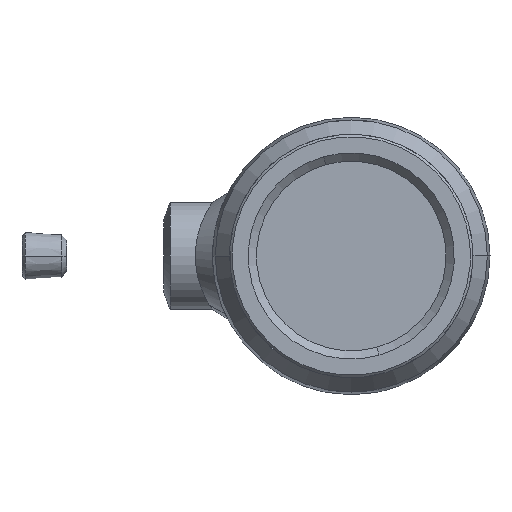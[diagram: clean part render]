
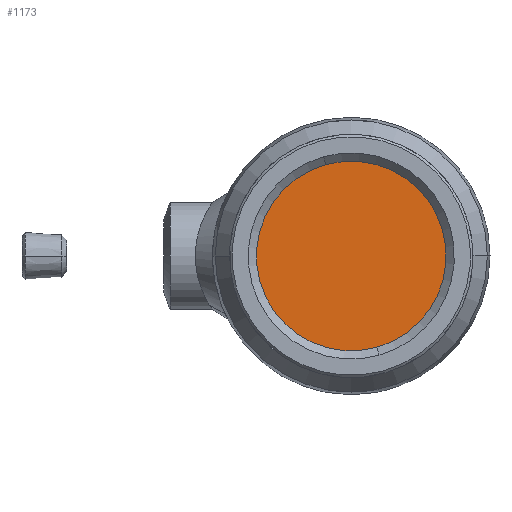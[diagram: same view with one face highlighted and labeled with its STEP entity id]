
A CAD part, left-side view. The second image highlights one B-rep face of the part: STEP entity #1173.
In plain terms, the highlighted planar face has unit normal (-1, 0, 0).
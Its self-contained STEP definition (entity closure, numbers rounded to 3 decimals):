
#215 = FACE_OUTER_BOUND ( 'NONE', #1137, .T. ) ;
#216 = DIRECTION ( 'NONE',  ( 0., 1., 0. ) ) ;
#217 = DIRECTION ( 'NONE',  ( 1., 0., 0. ) ) ;
#218 = CARTESIAN_POINT ( 'NONE',  ( -36.5, 0., 0. ) ) ;
#219 = AXIS2_PLACEMENT_3D ( 'NONE', #218, #217, #216 ) ;
#220 = CIRCLE ( 'NONE', #219, 23.757 ) ;
#229 = DIRECTION ( 'NONE',  ( 1., 0., 0. ) ) ;
#230 = AXIS2_PLACEMENT_3D ( 'NONE', #243, #229, #289 ) ;
#231 = CIRCLE ( 'NONE', #230, 23.757 ) ;
#243 = CARTESIAN_POINT ( 'NONE',  ( -36.5, 0., 0. ) ) ;
#289 = DIRECTION ( 'NONE',  ( 0., 1., 0. ) ) ;
#465 = CARTESIAN_POINT ( 'NONE',  ( -36.5, -23.757, 0. ) ) ;
#466 = CARTESIAN_POINT ( 'NONE',  ( -36.5, 23.757, 0. ) ) ;
#468 = DIRECTION ( 'NONE',  ( 0., -1., 0. ) ) ;
#469 = DIRECTION ( 'NONE',  ( -1., 0., 0. ) ) ;
#470 = CARTESIAN_POINT ( 'NONE',  ( -36.5, 0., 0. ) ) ;
#471 = AXIS2_PLACEMENT_3D ( 'NONE', #470, #469, #468 ) ;
#472 = PLANE ( 'NONE',  #471 ) ;
#1137 = EDGE_LOOP ( 'NONE', ( #1138, #1170 ) ) ;
#1138 = ORIENTED_EDGE ( 'NONE', *, *, #1139, .F. ) ;
#1139 = EDGE_CURVE ( 'NONE', #1177, #1178, #231, .T. ) ;
#1170 = ORIENTED_EDGE ( 'NONE', *, *, #1171, .F. ) ;
#1171 = EDGE_CURVE ( 'NONE', #1178, #1177, #220, .T. ) ;
#1173 = ADVANCED_FACE ( 'NONE', ( #215 ), #472, .T. ) ;
#1177 = VERTEX_POINT ( 'NONE', #466 ) ;
#1178 = VERTEX_POINT ( 'NONE', #465 ) ;
